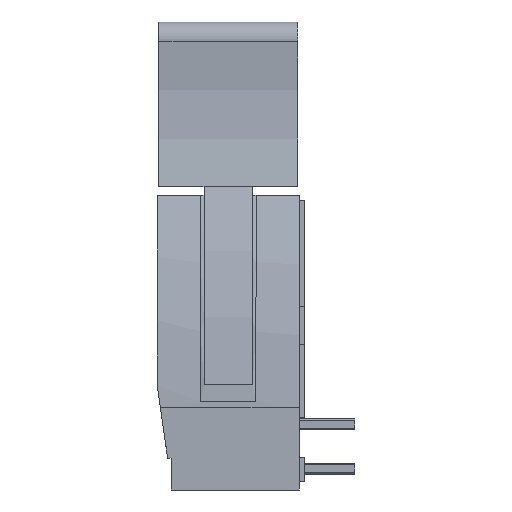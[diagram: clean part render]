
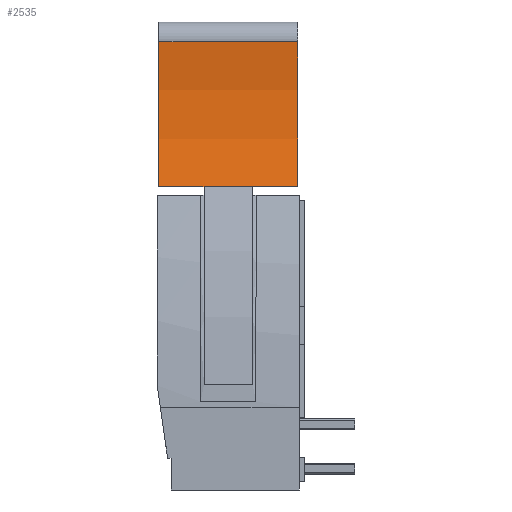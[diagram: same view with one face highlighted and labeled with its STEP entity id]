
A CAD part, left-side view. The second image highlights one B-rep face of the part: STEP entity #2535.
In plain terms, the highlighted cylindrical face has radius 20 mm (diameter 40 mm), a partial arc.
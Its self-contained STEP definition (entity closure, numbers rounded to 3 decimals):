
#1016 = VERTEX_POINT ( 'NONE', #6279 ) ;
#1037 = LINE ( 'NONE', #1038, #1039 ) ;
#1038 = CARTESIAN_POINT ( 'NONE',  ( -22.935, 8.4, 12.357 ) ) ;
#1039 = VECTOR ( 'NONE', #1063, 1000. ) ;
#17435 = CARTESIAN_POINT ( 'NONE',  ( -22.935, 8.4, 12.357 ) ) ;
#1063 = DIRECTION ( 'NONE',  ( 0., -1., 0. ) ) ;
#1560 = VERTEX_POINT ( 'NONE', #7034 ) ;
#18119 = CARTESIAN_POINT ( 'NONE',  ( -23.501, 8.4, 4. ) ) ;
#18172 = CIRCLE ( 'NONE', #18173, 20. ) ;
#18173 = AXIS2_PLACEMENT_3D ( 'NONE', #18174, #18175, #18176 ) ;
#18174 = CARTESIAN_POINT ( 'NONE',  ( -42.73, 8.4, 9.5 ) ) ;
#18175 = DIRECTION ( 'NONE',  ( 0., 1., 0. ) ) ;
#18176 = DIRECTION ( 'NONE',  ( 0., 0., 1. ) ) ;
#18190 = CIRCLE ( 'NONE', #18191, 20. ) ;
#18191 = AXIS2_PLACEMENT_3D ( 'NONE', #18192, #18193, #18194 ) ;
#18192 = CARTESIAN_POINT ( 'NONE',  ( -42.73, 0.4, 9.5 ) ) ;
#18193 = DIRECTION ( 'NONE',  ( 0., 1., 0. ) ) ;
#18194 = DIRECTION ( 'NONE',  ( 0., 0., 1. ) ) ;
#18359 = CARTESIAN_POINT ( 'NONE',  ( -23.501, 0.4, 4. ) ) ;
#2535 = ADVANCED_FACE ( 'NONE', ( #9234 ), #9256, .F. ) ;
#19295 = EDGE_CURVE ( 'NONE', #14276, #8608, #21122, .T. ) ;
#19444 = EDGE_CURVE ( 'NONE', #1016, #14662, #21403, .T. ) ;
#20227 = ORIENTED_EDGE ( 'NONE', *, *, #19295, .T. ) ;
#20295 = EDGE_CURVE ( 'NONE', #12539, #1560, #1037, .T. ) ;
#20296 = EDGE_LOOP ( 'NONE', ( #21059, #21667, #21412, #20227, #20998, #4544 ) ) ;
#4544 = ORIENTED_EDGE ( 'NONE', *, *, #19444, .T. ) ;
#20998 = ORIENTED_EDGE ( 'NONE', *, *, #8381, .T. ) ;
#21059 = ORIENTED_EDGE ( 'NONE', *, *, #14451, .F. ) ;
#21122 = LINE ( 'NONE', #21123, #21124 ) ;
#21123 = CARTESIAN_POINT ( 'NONE',  ( -23.501, 8.4, 4. ) ) ;
#21124 = VECTOR ( 'NONE', #21125, 1000. ) ;
#21125 = DIRECTION ( 'NONE',  ( 0., -1., 0. ) ) ;
#21403 = LINE ( 'NONE', #21404, #21425 ) ;
#21404 = CARTESIAN_POINT ( 'NONE',  ( -23.501, 8.4, 4. ) ) ;
#21412 = ORIENTED_EDGE ( 'NONE', *, *, #14399, .T. ) ;
#21425 = VECTOR ( 'NONE', #21426, 1000. ) ;
#21426 = DIRECTION ( 'NONE',  ( 0., -1., 0. ) ) ;
#21667 = ORIENTED_EDGE ( 'NONE', *, *, #20295, .F. ) ;
#6279 = CARTESIAN_POINT ( 'NONE',  ( -23.501, 3., 4. ) ) ;
#7034 = CARTESIAN_POINT ( 'NONE',  ( -22.935, 0.4, 12.357 ) ) ;
#8381 = EDGE_CURVE ( 'NONE', #8608, #1016, #15680, .T. ) ;
#8608 = VERTEX_POINT ( 'NONE', #15816 ) ;
#9234 = FACE_OUTER_BOUND ( 'NONE', #20296, .T. ) ;
#9256 = CYLINDRICAL_SURFACE ( 'NONE', #9257, 20. ) ;
#9257 = AXIS2_PLACEMENT_3D ( 'NONE', #9258, #9259, #9260 ) ;
#9258 = CARTESIAN_POINT ( 'NONE',  ( -42.73, 8.4, 9.5 ) ) ;
#9259 = DIRECTION ( 'NONE',  ( 0., -1., 0. ) ) ;
#9260 = DIRECTION ( 'NONE',  ( 0., 0., -1. ) ) ;
#12539 = VERTEX_POINT ( 'NONE', #17435 ) ;
#14276 = VERTEX_POINT ( 'NONE', #18119 ) ;
#14399 = EDGE_CURVE ( 'NONE', #12539, #14276, #18172, .T. ) ;
#14451 = EDGE_CURVE ( 'NONE', #1560, #14662, #18190, .T. ) ;
#14662 = VERTEX_POINT ( 'NONE', #18359 ) ;
#15680 = LINE ( 'NONE', #15681, #15682 ) ;
#15681 = CARTESIAN_POINT ( 'NONE',  ( -23.501, 5.8, 4. ) ) ;
#15682 = VECTOR ( 'NONE', #15683, 1000. ) ;
#15683 = DIRECTION ( 'NONE',  ( 0., -1., 0. ) ) ;
#15816 = CARTESIAN_POINT ( 'NONE',  ( -23.501, 5.8, 4. ) ) ;
